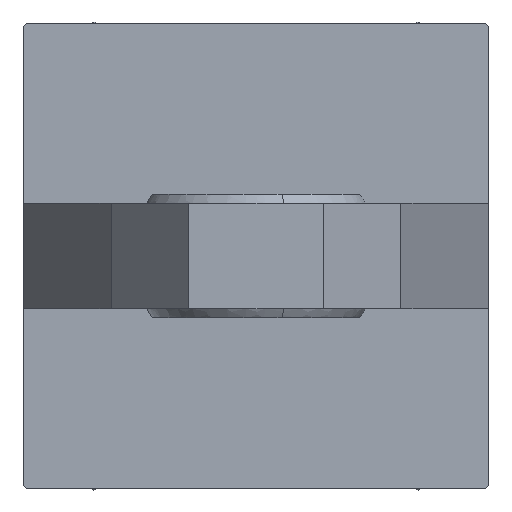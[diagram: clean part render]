
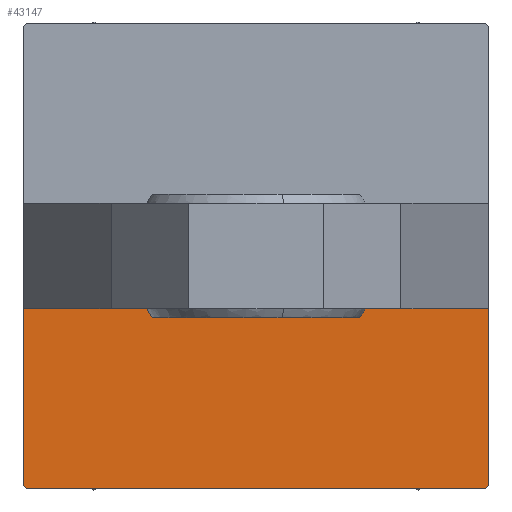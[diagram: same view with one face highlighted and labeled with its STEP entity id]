
A CAD part, left-side view. The second image highlights one B-rep face of the part: STEP entity #43147.
In plain terms, the highlighted planar face has unit normal (-1, 0, 0).
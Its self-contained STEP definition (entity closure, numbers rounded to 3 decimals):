
#97 = ORIENTED_EDGE ( 'NONE', *, *, #8254, .F. ) ;
#350 = VECTOR ( 'NONE', #4480, 1000. ) ;
#845 = CARTESIAN_POINT ( 'NONE',  ( 0., -37.5, 37. ) ) ;
#2864 = ORIENTED_EDGE ( 'NONE', *, *, #7922, .T. ) ;
#2937 = VERTEX_POINT ( 'NONE', #14721 ) ;
#3511 = VERTEX_POINT ( 'NONE', #27527 ) ;
#4480 = DIRECTION ( 'NONE',  ( 0., 0.707, 0.707 ) ) ;
#6580 = LINE ( 'NONE', #37563, #14430 ) ;
#7922 = EDGE_CURVE ( 'NONE', #12067, #2937, #21984, .T. ) ;
#8065 = CARTESIAN_POINT ( 'NONE',  ( 0., -37.25, 37.25 ) ) ;
#8254 = EDGE_CURVE ( 'NONE', #16818, #11950, #6580, .T. ) ;
#11950 = VERTEX_POINT ( 'NONE', #49009 ) ;
#12067 = VERTEX_POINT ( 'NONE', #46413 ) ;
#12232 = CARTESIAN_POINT ( 'NONE',  ( 0., 37.5, -37.5 ) ) ;
#12766 = EDGE_CURVE ( 'NONE', #2937, #11950, #32854, .T. ) ;
#13915 = LINE ( 'NONE', #30026, #33312 ) ;
#14430 = VECTOR ( 'NONE', #41912, 1000. ) ;
#14721 = CARTESIAN_POINT ( 'NONE',  ( 0., -37., -37.5 ) ) ;
#16818 = VERTEX_POINT ( 'NONE', #845 ) ;
#16966 = ORIENTED_EDGE ( 'NONE', *, *, #47008, .T. ) ;
#17270 = FACE_OUTER_BOUND ( 'NONE', #22782, .T. ) ;
#17628 = AXIS2_PLACEMENT_3D ( 'NONE', #45201, #44694, #33903 ) ;
#19049 = LINE ( 'NONE', #47483, #35271 ) ;
#20333 = EDGE_CURVE ( 'NONE', #28844, #3511, #19049, .T. ) ;
#21984 = LINE ( 'NONE', #12232, #22556 ) ;
#22556 = VECTOR ( 'NONE', #31412, 1000. ) ;
#22782 = EDGE_LOOP ( 'NONE', ( #32641, #16966, #2864, #40570, #97, #32129 ) ) ;
#27456 = DIRECTION ( 'NONE',  ( 0., -1., 0. ) ) ;
#27527 = CARTESIAN_POINT ( 'NONE',  ( 0., -37., 37.5 ) ) ;
#28844 = VERTEX_POINT ( 'NONE', #36003 ) ;
#30026 = CARTESIAN_POINT ( 'NONE',  ( 0., -8.5, 37.5 ) ) ;
#31412 = DIRECTION ( 'NONE',  ( 0., -1., 0. ) ) ;
#32129 = ORIENTED_EDGE ( 'NONE', *, *, #40468, .T. ) ;
#32641 = ORIENTED_EDGE ( 'NONE', *, *, #20333, .F. ) ;
#32854 = LINE ( 'NONE', #48507, #40758 ) ;
#33312 = VECTOR ( 'NONE', #49800, 1000. ) ;
#33903 = DIRECTION ( 'NONE',  ( 0., 0., 1. ) ) ;
#34962 = LINE ( 'NONE', #8065, #350 ) ;
#35271 = VECTOR ( 'NONE', #27456, 1000. ) ;
#36003 = CARTESIAN_POINT ( 'NONE',  ( 0., -8.5, 37.5 ) ) ;
#37563 = CARTESIAN_POINT ( 'NONE',  ( 0., -37.5, 37.5 ) ) ;
#40468 = EDGE_CURVE ( 'NONE', #16818, #3511, #34962, .T. ) ;
#40570 = ORIENTED_EDGE ( 'NONE', *, *, #12766, .T. ) ;
#40582 = PLANE ( 'NONE',  #17628 ) ;
#40758 = VECTOR ( 'NONE', #44653, 1000. ) ;
#41912 = DIRECTION ( 'NONE',  ( 0., 0., -1. ) ) ;
#43147 = ADVANCED_FACE ( 'NONE', ( #17270 ), #40582, .T. ) ;
#44653 = DIRECTION ( 'NONE',  ( 0., -0.707, 0.707 ) ) ;
#44694 = DIRECTION ( 'NONE',  ( -1., 0., 0. ) ) ;
#45201 = CARTESIAN_POINT ( 'NONE',  ( 0., 0., 0. ) ) ;
#46413 = CARTESIAN_POINT ( 'NONE',  ( 0., -8.5, -37.5 ) ) ;
#47008 = EDGE_CURVE ( 'NONE', #28844, #12067, #13915, .T. ) ;
#47483 = CARTESIAN_POINT ( 'NONE',  ( 0., 37.5, 37.5 ) ) ;
#48507 = CARTESIAN_POINT ( 'NONE',  ( 0., -37.25, -37.25 ) ) ;
#49009 = CARTESIAN_POINT ( 'NONE',  ( 0., -37.5, -37. ) ) ;
#49800 = DIRECTION ( 'NONE',  ( 0., 0., -1. ) ) ;
